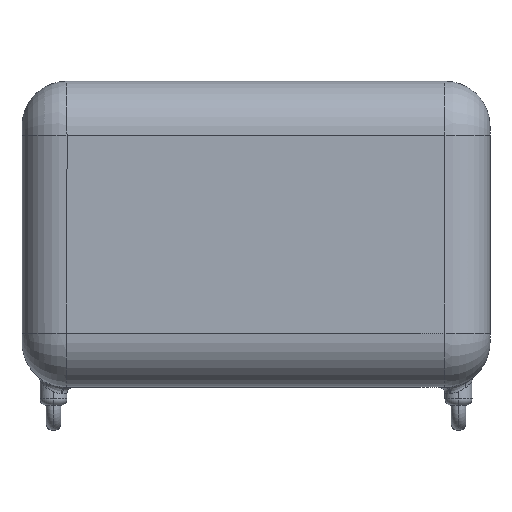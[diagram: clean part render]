
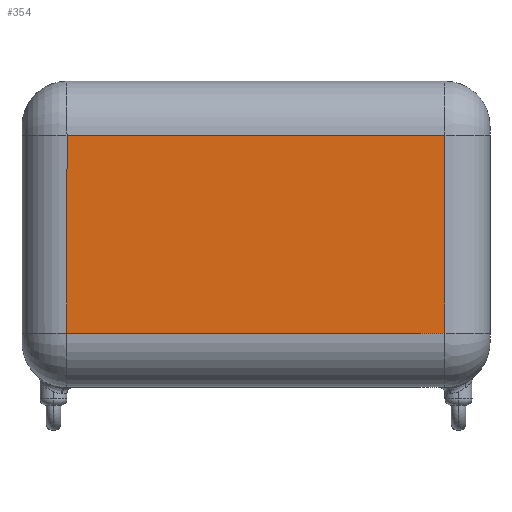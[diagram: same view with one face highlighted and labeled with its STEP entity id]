
A CAD part, top view. The second image highlights one B-rep face of the part: STEP entity #354.
In plain terms, the highlighted planar face has unit normal (0, 0, 1).
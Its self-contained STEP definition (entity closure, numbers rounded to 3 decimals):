
#63 = VERTEX_POINT ( 'NONE', #784 ) ;
#65 = EDGE_CURVE ( 'NONE', #162, #63, #783, .T. ) ;
#162 = VERTEX_POINT ( 'NONE', #1095 ) ;
#302 = EDGE_CURVE ( 'NONE', #162, #345, #1651, .T. ) ;
#344 = EDGE_CURVE ( 'NONE', #345, #346, #1829, .T. ) ;
#345 = VERTEX_POINT ( 'NONE', #1825 ) ;
#346 = VERTEX_POINT ( 'NONE', #1824 ) ;
#354 = ADVANCED_FACE ( 'NONE', ( #1812 ), #1852, .F. ) ;
#355 = EDGE_LOOP ( 'NONE', ( #356, #357, #359, #360 ) ) ;
#356 = ORIENTED_EDGE ( 'NONE', *, *, #344, .T. ) ;
#357 = ORIENTED_EDGE ( 'NONE', *, *, #358, .T. ) ;
#358 = EDGE_CURVE ( 'NONE', #346, #63, #1847, .T. ) ;
#359 = ORIENTED_EDGE ( 'NONE', *, *, #65, .F. ) ;
#360 = ORIENTED_EDGE ( 'NONE', *, *, #302, .T. ) ;
#780 = DIRECTION ( 'NONE',  ( -1., 0., 0. ) ) ;
#781 = VECTOR ( 'NONE', #780, 1000. ) ;
#782 = CARTESIAN_POINT ( 'NONE',  ( 13., 5., 3.9 ) ) ;
#783 = LINE ( 'NONE', #782, #781 ) ;
#784 = CARTESIAN_POINT ( 'NONE',  ( -10.5, 5., 3.9 ) ) ;
#1095 = CARTESIAN_POINT ( 'NONE',  ( 10.5, 5., 3.9 ) ) ;
#1648 = DIRECTION ( 'NONE',  ( 0., 1., 0. ) ) ;
#1649 = VECTOR ( 'NONE', #1648, 1000. ) ;
#1650 = CARTESIAN_POINT ( 'NONE',  ( 10.5, 16., 3.9 ) ) ;
#1651 = LINE ( 'NONE', #1650, #1649 ) ;
#1812 = FACE_OUTER_BOUND ( 'NONE', #355, .T. ) ;
#1824 = CARTESIAN_POINT ( 'NONE',  ( -10.5, 16., 3.9 ) ) ;
#1825 = CARTESIAN_POINT ( 'NONE',  ( 10.5, 16., 3.9 ) ) ;
#1826 = DIRECTION ( 'NONE',  ( -1., 0., 0. ) ) ;
#1827 = VECTOR ( 'NONE', #1826, 1000. ) ;
#1828 = CARTESIAN_POINT ( 'NONE',  ( 13., 16., 3.9 ) ) ;
#1829 = LINE ( 'NONE', #1828, #1827 ) ;
#1844 = DIRECTION ( 'NONE',  ( 0., -1., 0. ) ) ;
#1845 = VECTOR ( 'NONE', #1844, 1000. ) ;
#1846 = CARTESIAN_POINT ( 'NONE',  ( -10.5, 16., 3.9 ) ) ;
#1847 = LINE ( 'NONE', #1846, #1845 ) ;
#1848 = DIRECTION ( 'NONE',  ( 0., 1., 0. ) ) ;
#1849 = DIRECTION ( 'NONE',  ( 0., 0., -1. ) ) ;
#1850 = CARTESIAN_POINT ( 'NONE',  ( 13., 16., 3.9 ) ) ;
#1851 = AXIS2_PLACEMENT_3D ( 'NONE', #1850, #1849, #1848 ) ;
#1852 = PLANE ( 'NONE',  #1851 ) ;
